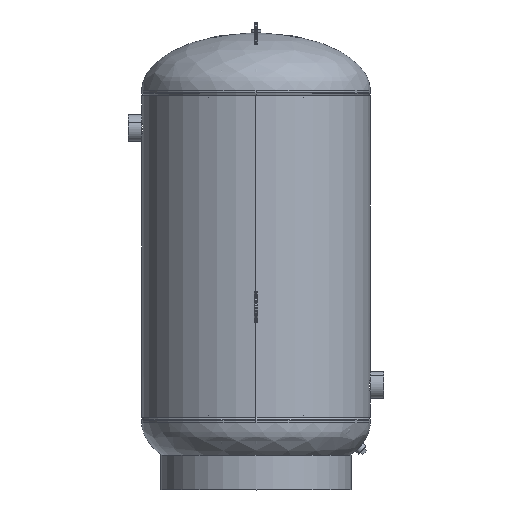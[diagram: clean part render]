
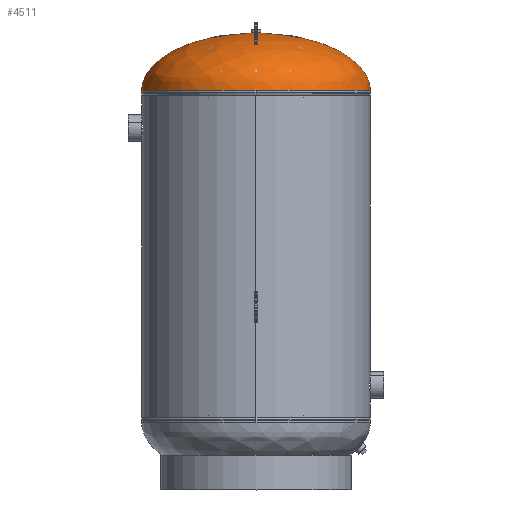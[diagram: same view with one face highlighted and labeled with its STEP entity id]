
A CAD part, top view. The second image highlights one B-rep face of the part: STEP entity #4511.
In plain terms, the highlighted free-form (B-spline) face has degree [3, 3] with [4, 4] control points.
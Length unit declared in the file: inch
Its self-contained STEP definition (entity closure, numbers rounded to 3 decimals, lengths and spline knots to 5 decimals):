
#61 = CARTESIAN_POINT ( 'NONE',  ( 0., 9.90452, 0. ) ) ;
#228 = CARTESIAN_POINT ( 'NONE',  ( 0., 0.822, 0. ) ) ;
#387 = EDGE_CURVE ( 'NONE', #5276, #1306, #776, .T. ) ;
#574 = CARTESIAN_POINT ( 'NONE',  ( 18., 6.00017, 36. ) ) ;
#710 = CARTESIAN_POINT ( 'NONE',  ( 0.625, 9.90452, 1.25 ) ) ;
#764 = CARTESIAN_POINT ( 'NONE',  ( -18., 6.00017, 36. ) ) ;
#776 =( BOUNDED_CURVE ( )  B_SPLINE_CURVE ( 3, ( #6416, #7981, #4257, #2013 ),
 .UNSPECIFIED., .F., .T. ) 
 B_SPLINE_CURVE_WITH_KNOTS ( ( 4, 4 ),
 ( 4.74712, 6.28319 ),
 .UNSPECIFIED. ) 
 CURVE ( )  GEOMETRIC_REPRESENTATION_ITEM ( )  RATIONAL_B_SPLINE_CURVE ( ( 1., 0.813, 0.813, 1. ) ) 
 REPRESENTATION_ITEM ( '' )  );
#1134 = DIRECTION ( 'NONE',  ( 0., 1., 0. ) ) ;
#1237 = ORIENTED_EDGE ( 'NONE', *, *, #8120, .F. ) ;
#1306 = VERTEX_POINT ( 'NONE', #8503 ) ;
#1358 = FACE_OUTER_BOUND ( 'NONE', #3469, .T. ) ;
#1492 = CARTESIAN_POINT ( 'NONE',  ( -18., 0.822, 36. ) ) ;
#1591 = CARTESIAN_POINT ( 'NONE',  ( -0.625, 9.90452, 0. ) ) ;
#1651 = DIRECTION ( 'NONE',  ( 0., 1., 0. ) ) ;
#1716 = VERTEX_POINT ( 'NONE', #9606 ) ;
#1873 = AXIS2_PLACEMENT_3D ( 'NONE', #61, #1134, #8594 ) ;
#2013 = CARTESIAN_POINT ( 'NONE',  ( 18., 0.822, 0. ) ) ;
#2035 = DIRECTION ( 'NONE',  ( 0., 0., -1. ) ) ;
#2049 = CARTESIAN_POINT ( 'NONE',  ( -0.625, 9.90452, 1.25 ) ) ;
#2272 = AXIS2_PLACEMENT_3D ( 'NONE', #6136, #1651, #4631 ) ;
#2442 =( BOUNDED_CURVE ( )  B_SPLINE_CURVE ( 3, ( #8139, #6204, #8180, #2981 ),
 .UNSPECIFIED., .F., .T. ) 
 B_SPLINE_CURVE_WITH_KNOTS ( ( 4, 4 ),
 ( 4.74712, 6.28319 ),
 .UNSPECIFIED. ) 
 CURVE ( )  GEOMETRIC_REPRESENTATION_ITEM ( )  RATIONAL_B_SPLINE_CURVE ( ( 1., 0.813, 0.813, 1. ) ) 
 REPRESENTATION_ITEM ( '' )  );
#2763 = CARTESIAN_POINT ( 'NONE',  ( -10.87488, 9.72472, 21.74977 ) ) ;
#2863 = VERTEX_POINT ( 'NONE', #1591 ) ;
#2981 = CARTESIAN_POINT ( 'NONE',  ( -18., 0.822, 0. ) ) ;
#3273 = AXIS2_PLACEMENT_3D ( 'NONE', #228, #4678, #9063 ) ;
#3353 = EDGE_CURVE ( 'NONE', #2863, #7230, #2442, .T. ) ;
#3469 = EDGE_LOOP ( 'NONE', ( #6571, #8777, #5139, #8036, #6616, #1237 ) ) ;
#3543 = EDGE_CURVE ( 'NONE', #2863, #5423, #4466, .T. ) ;
#3688 = CARTESIAN_POINT ( 'NONE',  ( -10.87488, 9.72472, 0. ) ) ;
#3708 = CARTESIAN_POINT ( 'NONE',  ( 0., 9.90452, 0.625 ) ) ;
#3998 = CIRCLE ( 'NONE', #6187, 18. ) ;
#4257 = CARTESIAN_POINT ( 'NONE',  ( 18., 6.00017, 0. ) ) ;
#4340 = CARTESIAN_POINT ( 'NONE',  ( 0.625, 9.90452, 0. ) ) ;
#4466 = CIRCLE ( 'NONE', #2272, 0.625 ) ;
#4477 = CARTESIAN_POINT ( 'NONE',  ( -0.625, 9.90452, 0. ) ) ;
#4511 = ADVANCED_FACE ( 'NONE', ( #1358 ), #6404, .F. ) ;
#4631 = DIRECTION ( 'NONE',  ( 0., 0., -1. ) ) ;
#4678 = DIRECTION ( 'NONE',  ( 0., -1., 0. ) ) ;
#4858 = EDGE_CURVE ( 'NONE', #1306, #1716, #3998, .T. ) ;
#5139 = ORIENTED_EDGE ( 'NONE', *, *, #9431, .F. ) ;
#5276 = VERTEX_POINT ( 'NONE', #9614 ) ;
#5423 = VERTEX_POINT ( 'NONE', #3708 ) ;
#5751 = CARTESIAN_POINT ( 'NONE',  ( 0., 0.822, 0. ) ) ;
#5892 = CARTESIAN_POINT ( 'NONE',  ( 18., 0.822, 0. ) ) ;
#5938 = CARTESIAN_POINT ( 'NONE',  ( 18., 6.00017, 0. ) ) ;
#6136 = CARTESIAN_POINT ( 'NONE',  ( 0., 9.90452, 0. ) ) ;
#6187 = AXIS2_PLACEMENT_3D ( 'NONE', #5751, #7400, #2035 ) ;
#6204 = CARTESIAN_POINT ( 'NONE',  ( -10.87488, 9.72472, 0. ) ) ;
#6404 =( BOUNDED_SURFACE ( )  B_SPLINE_SURFACE ( 3, 3, ( 
 ( #4340, #710, #2049, #4477 ),
 ( #7460, #9469, #2763, #3688 ),
 ( #5938, #574, #764, #9555 ),
 ( #5892, #6683, #1492, #8913 ) ),
 .UNSPECIFIED., .F., .F., .F. ) 
 B_SPLINE_SURFACE_WITH_KNOTS ( ( 4, 4 ),
 ( 4, 4 ),
 ( 0., 1. ),
 ( 0., 1. ),
 .UNSPECIFIED. ) 
 GEOMETRIC_REPRESENTATION_ITEM ( )  RATIONAL_B_SPLINE_SURFACE ( (
 ( 1., 0.333, 0.333, 1.),
 ( 0.813, 0.271, 0.271, 0.813),
 ( 0.813, 0.271, 0.271, 0.813),
 ( 1., 0.333, 0.333, 1.) ) ) 
 REPRESENTATION_ITEM ( '' )  SURFACE ( )  );
#6416 = CARTESIAN_POINT ( 'NONE',  ( 0.625, 9.90452, 0. ) ) ;
#6472 = CARTESIAN_POINT ( 'NONE',  ( -18., 0.822, 0. ) ) ;
#6571 = ORIENTED_EDGE ( 'NONE', *, *, #3543, .F. ) ;
#6616 = ORIENTED_EDGE ( 'NONE', *, *, #387, .F. ) ;
#6683 = CARTESIAN_POINT ( 'NONE',  ( 18., 0.822, 36. ) ) ;
#7230 = VERTEX_POINT ( 'NONE', #6472 ) ;
#7400 = DIRECTION ( 'NONE',  ( 0., -1., 0. ) ) ;
#7460 = CARTESIAN_POINT ( 'NONE',  ( 10.87488, 9.72472, 0. ) ) ;
#7498 = CIRCLE ( 'NONE', #3273, 18. ) ;
#7981 = CARTESIAN_POINT ( 'NONE',  ( 10.87488, 9.72472, 0. ) ) ;
#8036 = ORIENTED_EDGE ( 'NONE', *, *, #4858, .F. ) ;
#8120 = EDGE_CURVE ( 'NONE', #5423, #5276, #8423, .T. ) ;
#8139 = CARTESIAN_POINT ( 'NONE',  ( -0.625, 9.90452, 0. ) ) ;
#8180 = CARTESIAN_POINT ( 'NONE',  ( -18., 6.00017, 0. ) ) ;
#8423 = CIRCLE ( 'NONE', #1873, 0.625 ) ;
#8503 = CARTESIAN_POINT ( 'NONE',  ( 18., 0.822, 0. ) ) ;
#8594 = DIRECTION ( 'NONE',  ( 0., 0., -1. ) ) ;
#8777 = ORIENTED_EDGE ( 'NONE', *, *, #3353, .T. ) ;
#8913 = CARTESIAN_POINT ( 'NONE',  ( -18., 0.822, 0. ) ) ;
#9063 = DIRECTION ( 'NONE',  ( 0., 0., -1. ) ) ;
#9431 = EDGE_CURVE ( 'NONE', #1716, #7230, #7498, .T. ) ;
#9469 = CARTESIAN_POINT ( 'NONE',  ( 10.87488, 9.72472, 21.74977 ) ) ;
#9555 = CARTESIAN_POINT ( 'NONE',  ( -18., 6.00017, 0. ) ) ;
#9606 = CARTESIAN_POINT ( 'NONE',  ( 0., 0.822, 18. ) ) ;
#9614 = CARTESIAN_POINT ( 'NONE',  ( 0.625, 9.90452, 0. ) ) ;
